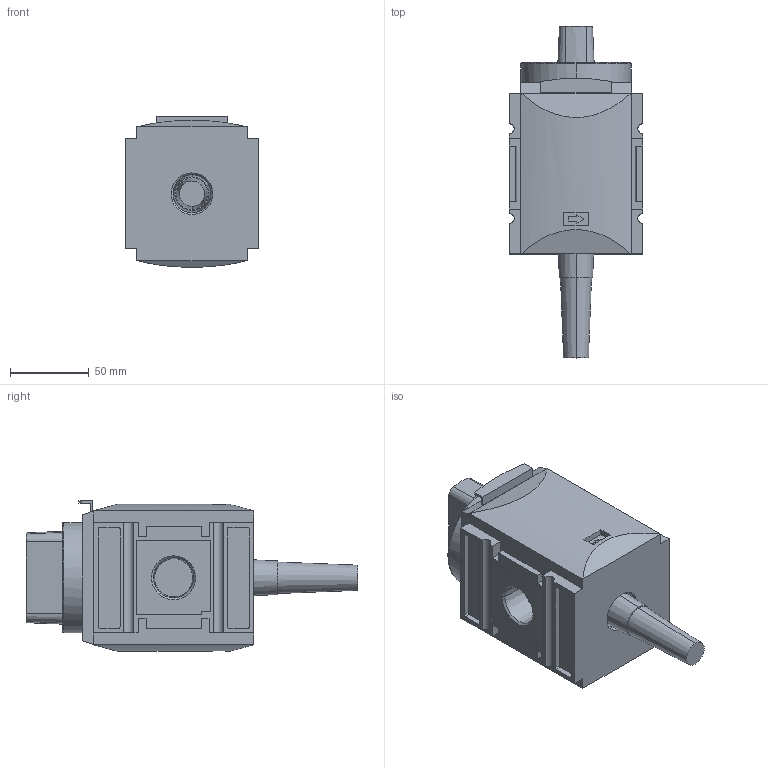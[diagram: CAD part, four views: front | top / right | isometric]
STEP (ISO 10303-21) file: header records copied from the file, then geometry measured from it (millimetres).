
FILE_DESCRIPTION((''),'2;1');
FILE_NAME('8202135065','2019-06-19T09:06:55',('Toocsr'),(''),'CREO PARAMETRIC BY PTC INC, 2018100','CREO PARAMETRIC BY PTC INC, 2018100','');
FILE_SCHEMA(('CONFIG_CONTROL_DESIGN','GEOMETRIC_VALIDATION_PROPERTIES_MIM'));
Length unit declared in the file: millimetre
Products named in the file (1): 8202135065
Bounding box: 85 x 210.7 x 95.54 mm (x, y, z)
Volume: 840658.9 mm3; surface area: 75870.5 mm2
Topology: 1 solids, 1 shells, 226 faces, 593 edges, 389 vertices
Faces by surface type: plane 157, cylinder 41, cone 24, torus 4
Entity records: 9372 total; most frequent: CARTESIAN_POINT 1290, ORIENTED_EDGE 1186, DIRECTION 1160, PRESENTATION_STYLE_ASSIGNMENT 636, STYLED_ITEM 594, CURVE_STYLE 593, EDGE_CURVE 593, VECTOR 446
